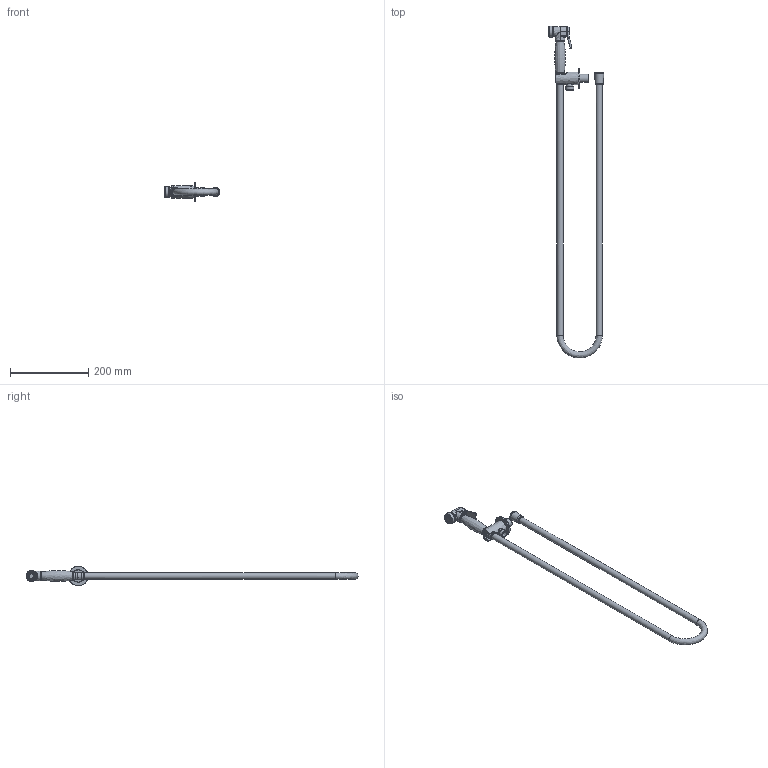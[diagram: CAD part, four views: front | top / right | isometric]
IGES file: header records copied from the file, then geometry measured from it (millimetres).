
Global section: file name: V299; native system: Autodesk Inventor 2018; preprocessor: unknown; author: mblakey; date: 20180123.143037; units: millimetre
Bounding box: 141.58 x 848.25 x 49.7 mm (x, y, z)
Volume: 422922.5 mm3; surface area: 115720.1 mm2
Topology: 5 solids, 5 shells, 351 faces, 885 edges, 582 vertices
Faces by surface type: bspline 351
